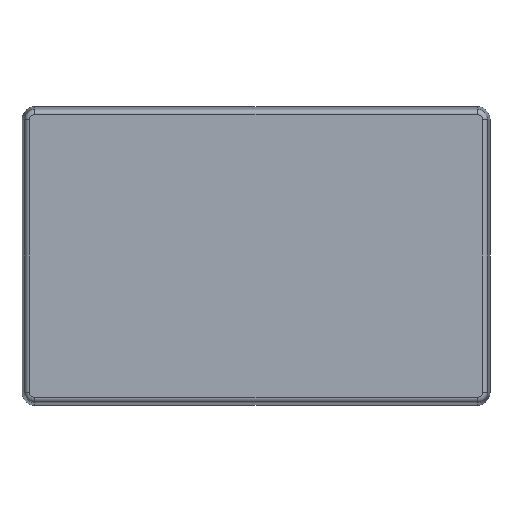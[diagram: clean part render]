
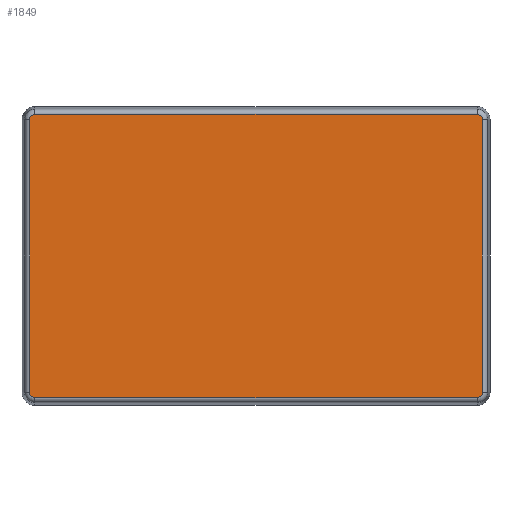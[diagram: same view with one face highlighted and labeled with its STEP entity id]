
A CAD part, front view. The second image highlights one B-rep face of the part: STEP entity #1849.
In plain terms, the highlighted planar face has unit normal (0, -1, 0).
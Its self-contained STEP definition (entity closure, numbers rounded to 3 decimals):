
#620 = VERTEX_POINT('',#621);
#621 = CARTESIAN_POINT('',(-88.8,-33.,-56.916));
#628 = EDGE_CURVE('',#620,#629,#631,.T.);
#629 = VERTEX_POINT('',#630);
#630 = CARTESIAN_POINT('',(-90.916,-33.,-54.8));
#631 = CIRCLE('',#632,2.116);
#632 = AXIS2_PLACEMENT_3D('',#633,#634,#635);
#633 = CARTESIAN_POINT('',(-88.8,-33.,-54.8));
#634 = DIRECTION('',(0.,1.,0.));
#635 = DIRECTION('',(-0.707,0.,-0.707)
  );
#656 = VERTEX_POINT('',#657);
#657 = CARTESIAN_POINT('',(88.8,-33.,-56.916));
#664 = EDGE_CURVE('',#656,#620,#665,.T.);
#665 = LINE('',#666,#667);
#666 = CARTESIAN_POINT('',(44.4,-33.,-56.916));
#667 = VECTOR('',#668,1.);
#668 = DIRECTION('',(-1.,0.,0.));
#679 = EDGE_CURVE('',#629,#680,#682,.T.);
#680 = VERTEX_POINT('',#681);
#681 = CARTESIAN_POINT('',(-90.916,-33.,54.8));
#682 = LINE('',#683,#684);
#683 = CARTESIAN_POINT('',(-90.916,-33.,-27.4));
#684 = VECTOR('',#685,1.);
#685 = DIRECTION('',(0.,0.,1.));
#706 = VERTEX_POINT('',#707);
#707 = CARTESIAN_POINT('',(90.916,-33.,-54.8));
#714 = EDGE_CURVE('',#706,#656,#715,.T.);
#715 = CIRCLE('',#716,2.116);
#716 = AXIS2_PLACEMENT_3D('',#717,#718,#719);
#717 = CARTESIAN_POINT('',(88.8,-33.,-54.8));
#718 = DIRECTION('',(0.,1.,0.));
#719 = DIRECTION('',(0.707,0.,-0.707)
  );
#730 = EDGE_CURVE('',#680,#731,#733,.T.);
#731 = VERTEX_POINT('',#732);
#732 = CARTESIAN_POINT('',(-88.8,-33.,56.916));
#733 = CIRCLE('',#734,2.116);
#734 = AXIS2_PLACEMENT_3D('',#735,#736,#737);
#735 = CARTESIAN_POINT('',(-88.8,-33.,54.8));
#736 = DIRECTION('',(0.,1.,0.));
#737 = DIRECTION('',(-0.707,0.,0.707)
  );
#758 = VERTEX_POINT('',#759);
#759 = CARTESIAN_POINT('',(90.916,-33.,54.8));
#766 = EDGE_CURVE('',#758,#706,#767,.T.);
#767 = LINE('',#768,#769);
#768 = CARTESIAN_POINT('',(90.916,-33.,27.4));
#769 = VECTOR('',#770,1.);
#770 = DIRECTION('',(0.,0.,-1.));
#781 = EDGE_CURVE('',#731,#782,#784,.T.);
#782 = VERTEX_POINT('',#783);
#783 = CARTESIAN_POINT('',(88.8,-33.,56.916));
#784 = LINE('',#785,#786);
#785 = CARTESIAN_POINT('',(-44.4,-33.,56.916));
#786 = VECTOR('',#787,1.);
#787 = DIRECTION('',(1.,0.,0.));
#808 = EDGE_CURVE('',#782,#758,#809,.T.);
#809 = CIRCLE('',#810,2.116);
#810 = AXIS2_PLACEMENT_3D('',#811,#812,#813);
#811 = CARTESIAN_POINT('',(88.8,-33.,54.8));
#812 = DIRECTION('',(0.,1.,0.));
#813 = DIRECTION('',(0.707,0.,0.707)
  );
#1849 = ADVANCED_FACE('',(#1850),#1860,.F.);
#1850 = FACE_BOUND('',#1851,.T.);
#1851 = EDGE_LOOP('',(#1852,#1853,#1854,#1855,#1856,#1857,#1858,#1859));
#1852 = ORIENTED_EDGE('',*,*,#781,.F.);
#1853 = ORIENTED_EDGE('',*,*,#730,.F.);
#1854 = ORIENTED_EDGE('',*,*,#679,.F.);
#1855 = ORIENTED_EDGE('',*,*,#628,.F.);
#1856 = ORIENTED_EDGE('',*,*,#664,.F.);
#1857 = ORIENTED_EDGE('',*,*,#714,.F.);
#1858 = ORIENTED_EDGE('',*,*,#766,.F.);
#1859 = ORIENTED_EDGE('',*,*,#808,.F.);
#1860 = PLANE('',#1861);
#1861 = AXIS2_PLACEMENT_3D('',#1862,#1863,#1864);
#1862 = CARTESIAN_POINT('',(0.,-33.,0.));
#1863 = DIRECTION('',(0.,1.,0.));
#1864 = DIRECTION('',(1.,0.,0.));
